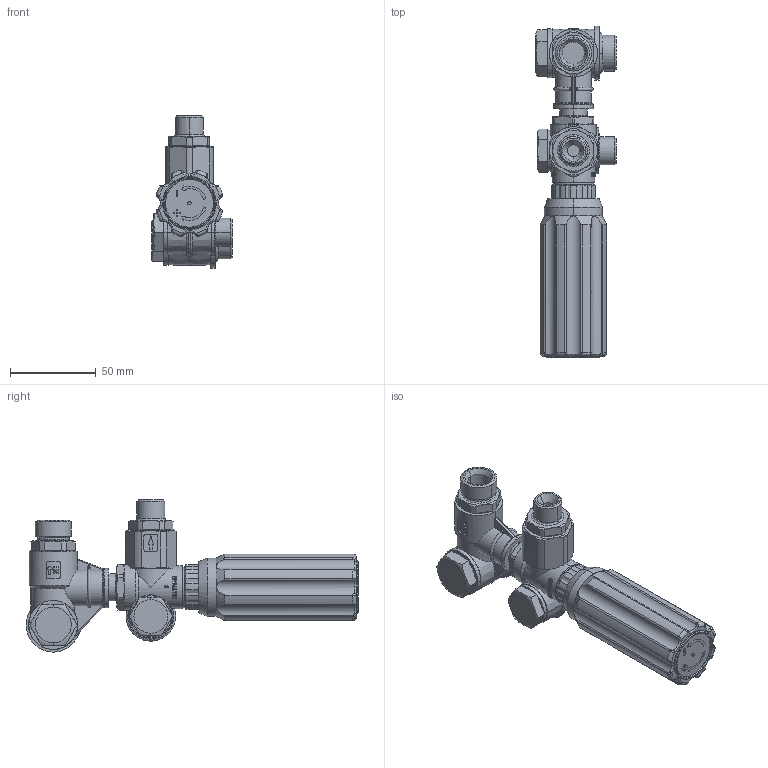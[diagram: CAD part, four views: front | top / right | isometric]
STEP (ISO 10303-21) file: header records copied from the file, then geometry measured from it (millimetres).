
FILE_DESCRIPTION(('Creo Elements/Direct Modeling STEP Export'),'2;1');
FILE_NAME('20080.stp','2022-02-01T15:28:50',(''),(''),'Creo Elements/Direct Modeling STEP processor for AP214 (Solid Model)','Creo Elements/Direct Modeling 19.0F 14-Feb-2017 (C) Parametric Technology GmbH','');
FILE_SCHEMA(('AUTOMOTIVE_DESIGN { 1 0 10303 214 1 1 1 1 }'));
Length unit declared in the file: millimetre
Products named in the file (7): 1560010.1; 1540090; 1540050; 1540080; 1560010; CASTELLO_GYM-NO_MANOPOLA; 1568505
Assembly tree (6 placements, depth 2):
  1568505
    CASTELLO_GYM-NO_MANOPOLA
    1560010
    1540080
    1540050
    1540090
    1560010.1
Bounding box: 47 x 193.9 x 88.9 mm (x, y, z)
Volume: 256758.6 mm3; surface area: 56852.8 mm2
Topology: 6 solids, 6 shells, 1252 faces, 3342 edges, 2172 vertices
Faces by surface type: plane 757, cylinder 253, cone 141, torus 61, bspline 40
Entity records: 56291 total; most frequent: CARTESIAN_POINT 26265, ORIENTED_EDGE 6680, DIRECTION 5886, EDGE_CURVE 3340, AXIS2_PLACEMENT_3D 2291, VERTEX_POINT 2172, EDGE_LOOP 1326, VECTOR 1304
